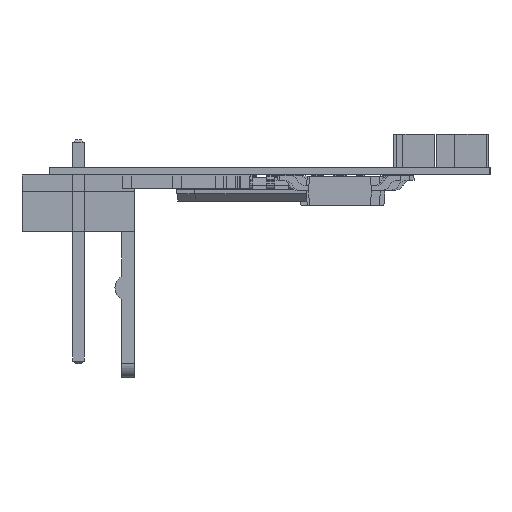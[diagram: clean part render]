
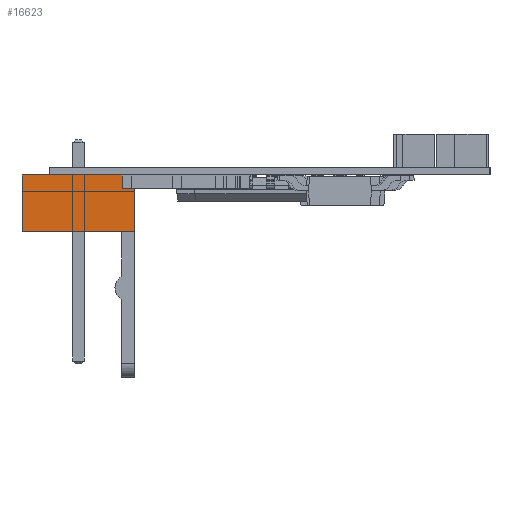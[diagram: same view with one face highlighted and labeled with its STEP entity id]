
A CAD part, left-side view. The second image highlights one B-rep face of the part: STEP entity #16623.
In plain terms, the highlighted planar face has unit normal (-1, 0, 0).
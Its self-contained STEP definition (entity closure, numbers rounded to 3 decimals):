
#16147 = VERTEX_POINT('',#16148);
#16148 = CARTESIAN_POINT('',(-6.43,0.,3.2));
#16154 = EDGE_CURVE('',#16155,#16147,#16157,.T.);
#16155 = VERTEX_POINT('',#16156);
#16156 = CARTESIAN_POINT('',(-6.43,0.,-3.2));
#16157 = LINE('',#16158,#16159);
#16158 = CARTESIAN_POINT('',(-6.43,0.,-3.2));
#16159 = VECTOR('',#16160,1.);
#16160 = DIRECTION('',(0.,0.,1.));
#16258 = EDGE_CURVE('',#16155,#16259,#16261,.T.);
#16259 = VERTEX_POINT('',#16260);
#16260 = CARTESIAN_POINT('',(-6.43,3.2,-3.2));
#16261 = LINE('',#16262,#16263);
#16262 = CARTESIAN_POINT('',(-6.43,0.,-3.2));
#16263 = VECTOR('',#16264,1.);
#16264 = DIRECTION('',(0.,1.,0.));
#16591 = VERTEX_POINT('',#16592);
#16592 = CARTESIAN_POINT('',(-6.43,3.2,3.2));
#16598 = EDGE_CURVE('',#16147,#16591,#16599,.T.);
#16599 = LINE('',#16600,#16601);
#16600 = CARTESIAN_POINT('',(-6.43,0.,3.2));
#16601 = VECTOR('',#16602,1.);
#16602 = DIRECTION('',(0.,1.,0.));
#16623 = ADVANCED_FACE('',(#16624),#16635,.T.);
#16624 = FACE_BOUND('',#16625,.T.);
#16625 = EDGE_LOOP('',(#16626,#16627,#16628,#16634));
#16626 = ORIENTED_EDGE('',*,*,#16154,.T.);
#16627 = ORIENTED_EDGE('',*,*,#16598,.T.);
#16628 = ORIENTED_EDGE('',*,*,#16629,.F.);
#16629 = EDGE_CURVE('',#16259,#16591,#16630,.T.);
#16630 = LINE('',#16631,#16632);
#16631 = CARTESIAN_POINT('',(-6.43,3.2,-3.2));
#16632 = VECTOR('',#16633,1.);
#16633 = DIRECTION('',(0.,0.,1.));
#16634 = ORIENTED_EDGE('',*,*,#16258,.F.);
#16635 = PLANE('',#16636);
#16636 = AXIS2_PLACEMENT_3D('',#16637,#16638,#16639);
#16637 = CARTESIAN_POINT('',(-6.43,0.,-3.2));
#16638 = DIRECTION('',(-1.,0.,0.));
#16639 = DIRECTION('',(0.,0.,1.));
